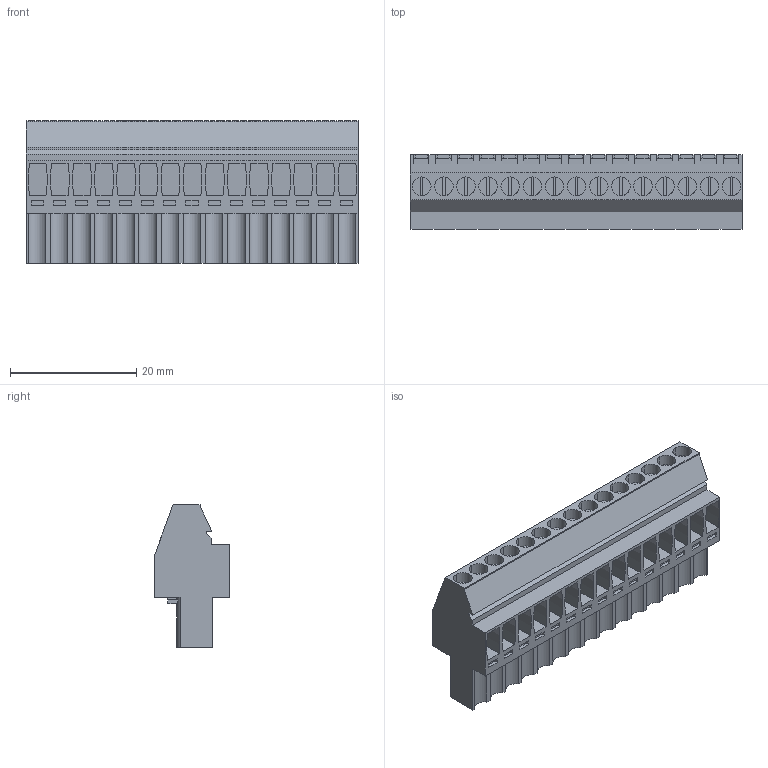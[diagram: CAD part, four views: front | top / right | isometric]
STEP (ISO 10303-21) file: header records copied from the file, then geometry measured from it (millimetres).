
FILE_DESCRIPTION(('CATIA V5 STEP Exchange','CAx-IF Rec.Pracs.--- Model Styling and Organization---1.2---2011-12-15'),'2;1');
FILE_NAME ('D1454096_0_1639600000_1639600000.stp','2017-04-20T07:30:00+00:00',('none'),('Weidmueller'),'CATIA Version 5-6 Release 2014','CATIA V5 STEP AP214','none');
FILE_SCHEMA(('AUTOMOTIVE_DESIGN { 1 0 10303 214 1 1 1 1 }'));
Length unit declared in the file: millimetre
Products named in the file (1): 1639600000
Bounding box: 52.5 x 11.83 x 22.6 mm (x, y, z)
Volume: 7976.7 mm3; surface area: 6283.4 mm2
Topology: 16 solids, 16 shells, 858 faces, 2368 edges, 1602 vertices
Faces by surface type: plane 738, cylinder 120
Entity records: 25085 total; most frequent: ORIENTED_EDGE 4736, CARTESIAN_POINT 4633, DIRECTION 3302, EDGE_CURVE 2368, VECTOR 1978, LINE 1978, VERTEX_POINT 1602, EDGE_LOOP 918
